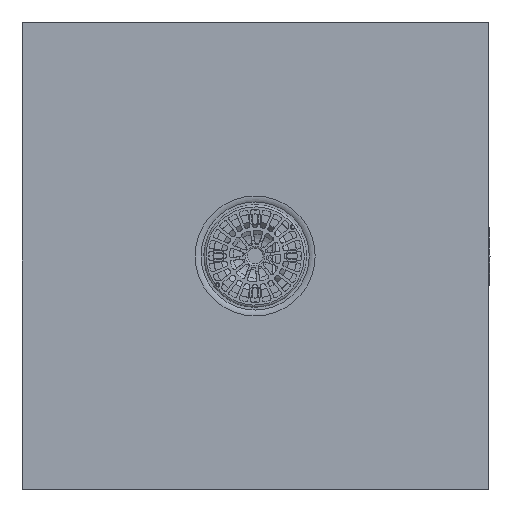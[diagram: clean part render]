
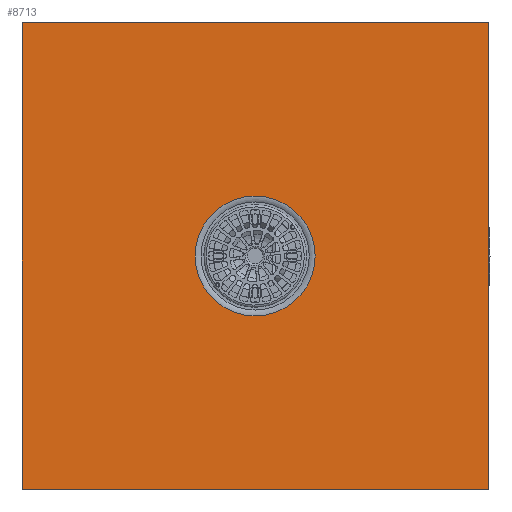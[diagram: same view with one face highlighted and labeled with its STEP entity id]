
A CAD part, top view. The second image highlights one B-rep face of the part: STEP entity #8713.
In plain terms, the highlighted planar face has unit normal (0, 0, 1).
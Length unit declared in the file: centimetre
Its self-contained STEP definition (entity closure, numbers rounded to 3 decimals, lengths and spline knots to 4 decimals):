
#227=FACE_BOUND('',#1630,.T.);
#319=PLANE('',#9377);
#610=CIRCLE('',#9347,64.3137);
#1136=FACE_OUTER_BOUND('',#1629,.T.);
#1629=EDGE_LOOP('',(#6192,#6193,#6194,#6195));
#1630=EDGE_LOOP('',(#6196));
#2125=LINE('',#14407,#2657);
#2129=LINE('',#14414,#2661);
#2132=LINE('',#14420,#2664);
#2133=LINE('',#14422,#2665);
#2657=VECTOR('',#10772,1.);
#2661=VECTOR('',#10778,1.);
#2664=VECTOR('',#10783,1.);
#2665=VECTOR('',#10786,1.);
#3498=VERTEX_POINT('',#14358);
#3513=VERTEX_POINT('',#14404);
#3514=VERTEX_POINT('',#14406);
#3516=VERTEX_POINT('',#14412);
#3518=VERTEX_POINT('',#14418);
#4501=EDGE_CURVE('',#3498,#3498,#610,.T.);
#4524=EDGE_CURVE('',#3513,#3514,#2125,.T.);
#4528=EDGE_CURVE('',#3516,#3513,#2129,.T.);
#4531=EDGE_CURVE('',#3518,#3516,#2132,.T.);
#4532=EDGE_CURVE('',#3514,#3518,#2133,.T.);
#6192=ORIENTED_EDGE('',*,*,#4524,.F.);
#6193=ORIENTED_EDGE('',*,*,#4528,.F.);
#6194=ORIENTED_EDGE('',*,*,#4531,.F.);
#6195=ORIENTED_EDGE('',*,*,#4532,.F.);
#6196=ORIENTED_EDGE('',*,*,#4501,.T.);
#8713=ADVANCED_FACE('',(#1136,#227),#319,.F.);
#9347=AXIS2_PLACEMENT_3D('',#14359,#10712,#10713);
#9377=AXIS2_PLACEMENT_3D('',#14421,#10784,#10785);
#10712=DIRECTION('center_axis',(0.,0.,-1.));
#10713=DIRECTION('ref_axis',(1.,0.,0.));
#10772=DIRECTION('',(0.,-1.,0.));
#10778=DIRECTION('',(1.,0.,0.));
#10783=DIRECTION('',(0.,1.,0.));
#10784=DIRECTION('center_axis',(0.,0.,-1.));
#10785=DIRECTION('ref_axis',(-1.,0.,0.));
#10786=DIRECTION('',(-1.,0.,0.));
#14358=CARTESIAN_POINT('',(1291.0199,381.8311,70.3595));
#14359=CARTESIAN_POINT('Origin',(1291.0199,446.1448,70.3595));
#14404=CARTESIAN_POINT('',(1541.0199,696.1448,70.3595));
#14406=CARTESIAN_POINT('',(1541.0199,196.1448,70.3595));
#14407=CARTESIAN_POINT('',(1541.0199,446.1448,70.3595));
#14412=CARTESIAN_POINT('',(1041.0199,696.1448,70.3595));
#14414=CARTESIAN_POINT('',(1291.0199,696.1448,70.3595));
#14418=CARTESIAN_POINT('',(1041.0199,196.1448,70.3595));
#14420=CARTESIAN_POINT('',(1041.0199,446.1448,70.3595));
#14421=CARTESIAN_POINT('Origin',(1291.0199,446.1448,70.3595));
#14422=CARTESIAN_POINT('',(1291.0199,196.1448,70.3595));
